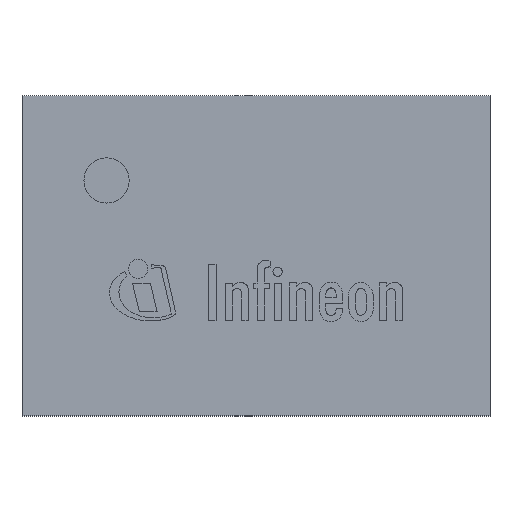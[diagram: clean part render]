
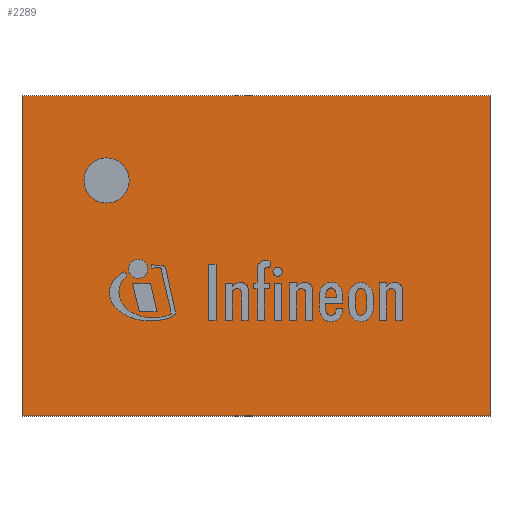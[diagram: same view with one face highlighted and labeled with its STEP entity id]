
A CAD part, top view. The second image highlights one B-rep face of the part: STEP entity #2289.
In plain terms, the highlighted planar face has unit normal (0, 0, 1).
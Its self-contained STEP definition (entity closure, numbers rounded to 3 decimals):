
#190=FACE_BOUND('',#461,.T.);
#196=CIRCLE('',#2470,0.075);
#302=FACE_OUTER_BOUND('',#460,.T.);
#460=EDGE_LOOP('',(#1558,#1559,#1560,#1561));
#461=EDGE_LOOP('',(#1562));
#631=LINE('',#3190,#792);
#634=LINE('',#3196,#795);
#637=LINE('',#3202,#798);
#640=LINE('',#3206,#801);
#792=VECTOR('',#2687,1.);
#795=VECTOR('',#2692,1.);
#798=VECTOR('',#2697,1.);
#801=VECTOR('',#2702,1.);
#943=VERTEX_POINT('',#3179);
#946=VERTEX_POINT('',#3187);
#947=VERTEX_POINT('',#3189);
#949=VERTEX_POINT('',#3195);
#951=VERTEX_POINT('',#3201);
#1180=EDGE_CURVE('',#943,#943,#196,.T.);
#1183=EDGE_CURVE('',#947,#946,#631,.T.);
#1186=EDGE_CURVE('',#949,#947,#634,.T.);
#1189=EDGE_CURVE('',#951,#949,#637,.T.);
#1192=EDGE_CURVE('',#946,#951,#640,.T.);
#1558=ORIENTED_EDGE('',*,*,#1192,.T.);
#1559=ORIENTED_EDGE('',*,*,#1189,.T.);
#1560=ORIENTED_EDGE('',*,*,#1186,.T.);
#1561=ORIENTED_EDGE('',*,*,#1183,.T.);
#1562=ORIENTED_EDGE('',*,*,#1180,.T.);
#2165=PLANE('',#2477);
#2289=ADVANCED_FACE('',(#302,#190),#2165,.T.);
#2470=AXIS2_PLACEMENT_3D('',#3181,#2679,#2680);
#2477=AXIS2_PLACEMENT_3D('',#3208,#2705,#2706);
#2679=DIRECTION('center_axis',(0.,0.,-1.));
#2680=DIRECTION('ref_axis',(0.,1.,0.));
#2687=DIRECTION('',(1.,0.,0.));
#2692=DIRECTION('',(0.,-1.,0.));
#2697=DIRECTION('',(-1.,0.,0.));
#2702=DIRECTION('',(0.,1.,0.));
#2705=DIRECTION('center_axis',(0.,0.,1.));
#2706=DIRECTION('ref_axis',(0.,-1.,0.));
#3179=CARTESIAN_POINT('',(-0.495,0.175,0.415));
#3181=CARTESIAN_POINT('Origin',(-0.495,0.25,0.415));
#3187=CARTESIAN_POINT('',(0.775,-0.53,0.415));
#3189=CARTESIAN_POINT('',(-0.775,-0.53,0.415));
#3190=CARTESIAN_POINT('',(0.775,-0.53,0.415));
#3195=CARTESIAN_POINT('',(-0.775,0.53,0.415));
#3196=CARTESIAN_POINT('',(-0.775,-0.53,0.415));
#3201=CARTESIAN_POINT('',(0.775,0.53,0.415));
#3202=CARTESIAN_POINT('',(-0.775,0.53,0.415));
#3206=CARTESIAN_POINT('',(0.775,0.53,0.415));
#3208=CARTESIAN_POINT('Origin',(0.,0.,
0.415));
